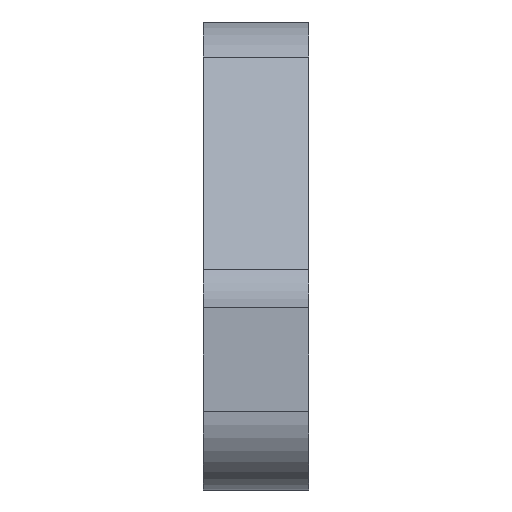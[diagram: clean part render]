
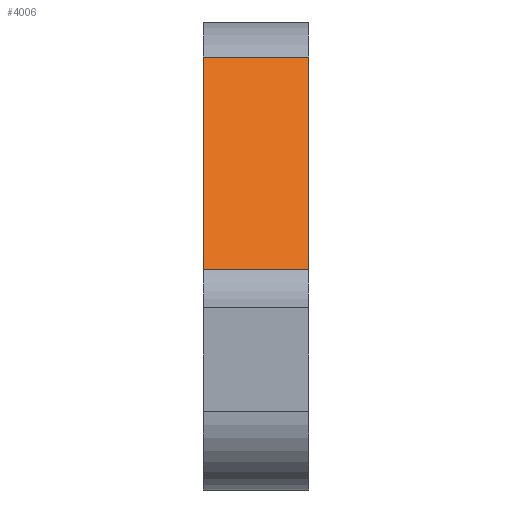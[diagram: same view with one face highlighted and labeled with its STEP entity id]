
A CAD part, front view. The second image highlights one B-rep face of the part: STEP entity #4006.
In plain terms, the highlighted planar face has unit normal (0, -0.679, 0.734).
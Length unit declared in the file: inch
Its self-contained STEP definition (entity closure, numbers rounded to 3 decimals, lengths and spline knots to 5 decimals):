
#42 = CARTESIAN_POINT ( 'NONE',  ( -6.625, -7.46985, 0.92421 ) ) ;
#152 = AXIS2_PLACEMENT_3D ( 'NONE', #1622, #2546, #5846 ) ;
#522 = LINE ( 'NONE', #3142, #5538 ) ;
#579 = EDGE_CURVE ( 'NONE', #5224, #3860, #3682, .T. ) ;
#731 = ORIENTED_EDGE ( 'NONE', *, *, #579, .F. ) ;
#1426 = ORIENTED_EDGE ( 'NONE', *, *, #2436, .T. ) ;
#1533 = LINE ( 'NONE', #3671, #3696 ) ;
#1622 = CARTESIAN_POINT ( 'NONE',  ( -6.125, -7.55, 0.85 ) ) ;
#1638 = ORIENTED_EDGE ( 'NONE', *, *, #2904, .T. ) ;
#2401 = CARTESIAN_POINT ( 'NONE',  ( -6.625, -6.37971, 1.9336 ) ) ;
#2436 = EDGE_CURVE ( 'NONE', #5224, #3099, #522, .T. ) ;
#2546 = DIRECTION ( 'NONE',  ( 0., 0.679, -0.734 ) ) ;
#2609 = CARTESIAN_POINT ( 'NONE',  ( -6.125, -5.71544, 2.54867 ) ) ;
#2817 = EDGE_LOOP ( 'NONE', ( #731, #1426, #4474, #1638 ) ) ;
#2904 = EDGE_CURVE ( 'NONE', #6257, #3860, #6418, .T. ) ;
#3099 = VERTEX_POINT ( 'NONE', #2401 ) ;
#3142 = CARTESIAN_POINT ( 'NONE',  ( -6.625, -6.37971, 1.9336 ) ) ;
#3151 = DIRECTION ( 'NONE',  ( 0., 0.734, 0.679 ) ) ;
#3623 = CARTESIAN_POINT ( 'NONE',  ( -6.125, -7.46985, 0.92421 ) ) ;
#3671 = CARTESIAN_POINT ( 'NONE',  ( -6.625, -7.55, 0.85 ) ) ;
#3682 = LINE ( 'NONE', #2609, #4924 ) ;
#3696 = VECTOR ( 'NONE', #3151, 39.37008 ) ;
#3860 = VERTEX_POINT ( 'NONE', #6037 ) ;
#4006 = ADVANCED_FACE ( 'NONE', ( #6421 ), #5350, .F. ) ;
#4474 = ORIENTED_EDGE ( 'NONE', *, *, #6945, .F. ) ;
#4648 = CARTESIAN_POINT ( 'NONE',  ( -6.125, -6.37971, 1.9336 ) ) ;
#4924 = VECTOR ( 'NONE', #6991, 39.37008 ) ;
#5224 = VERTEX_POINT ( 'NONE', #4648 ) ;
#5350 = PLANE ( 'NONE',  #152 ) ;
#5538 = VECTOR ( 'NONE', #5888, 39.37008 ) ;
#5779 = DIRECTION ( 'NONE',  ( 1., 0., 0. ) ) ;
#5846 = DIRECTION ( 'NONE',  ( -1., 0., 0. ) ) ;
#5888 = DIRECTION ( 'NONE',  ( -1., 0., 0. ) ) ;
#6037 = CARTESIAN_POINT ( 'NONE',  ( -6.125, -7.46985, 0.92421 ) ) ;
#6257 = VERTEX_POINT ( 'NONE', #42 ) ;
#6418 = LINE ( 'NONE', #3623, #6799 ) ;
#6421 = FACE_OUTER_BOUND ( 'NONE', #2817, .T. ) ;
#6799 = VECTOR ( 'NONE', #5779, 39.37008 ) ;
#6945 = EDGE_CURVE ( 'NONE', #6257, #3099, #1533, .T. ) ;
#6991 = DIRECTION ( 'NONE',  ( 0., -0.734, -0.679 ) ) ;
